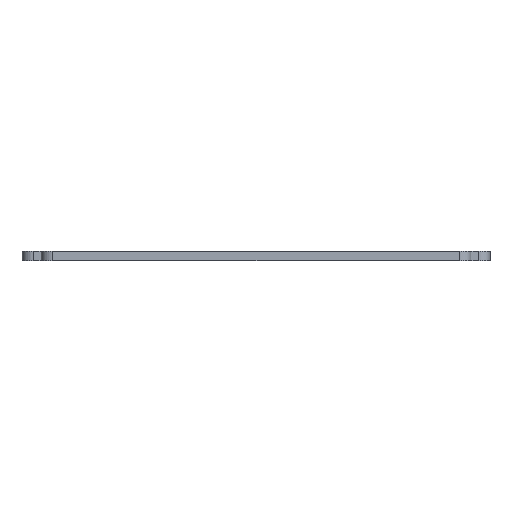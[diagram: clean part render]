
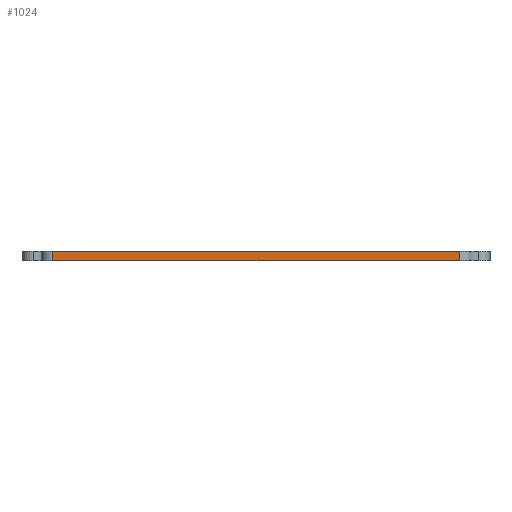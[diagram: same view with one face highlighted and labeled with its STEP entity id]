
A CAD part, front view. The second image highlights one B-rep face of the part: STEP entity #1024.
In plain terms, the highlighted planar face has unit normal (0, -1, 0).
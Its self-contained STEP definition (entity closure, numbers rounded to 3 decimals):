
#113=FACE_OUTER_BOUND('',#166,.T.);
#166=EDGE_LOOP('',(#925,#926,#927,#928));
#237=LINE('',#1589,#353);
#243=LINE('',#1609,#359);
#275=LINE('',#1682,#391);
#279=LINE('',#1688,#395);
#353=VECTOR('',#1279,10.);
#359=VECTOR('',#1297,10.);
#391=VECTOR('',#1369,10.);
#395=VECTOR('',#1377,10.);
#466=VERTEX_POINT('',#1586);
#467=VERTEX_POINT('',#1588);
#474=VERTEX_POINT('',#1606);
#475=VERTEX_POINT('',#1608);
#584=EDGE_CURVE('',#466,#467,#237,.T.);
#594=EDGE_CURVE('',#475,#474,#243,.T.);
#634=EDGE_CURVE('',#467,#474,#275,.T.);
#638=EDGE_CURVE('',#475,#466,#279,.T.);
#925=ORIENTED_EDGE('',*,*,#634,.F.);
#926=ORIENTED_EDGE('',*,*,#584,.F.);
#927=ORIENTED_EDGE('',*,*,#638,.F.);
#928=ORIENTED_EDGE('',*,*,#594,.T.);
#971=PLANE('',#1122);
#1024=ADVANCED_FACE('',(#113),#971,.T.);
#1122=AXIS2_PLACEMENT_3D('',#1704,#1404,#1405);
#1279=DIRECTION('',(1.,0.,0.));
#1297=DIRECTION('',(1.,0.,0.));
#1369=DIRECTION('',(0.,0.,-1.));
#1377=DIRECTION('',(0.,0.,1.));
#1404=DIRECTION('center_axis',(0.,-1.,0.));
#1405=DIRECTION('ref_axis',(1.,0.,0.));
#1586=CARTESIAN_POINT('',(20.,0.,6.35));
#1588=CARTESIAN_POINT('',(286.,0.,6.35));
#1589=CARTESIAN_POINT('',(0.,0.,6.35));
#1606=CARTESIAN_POINT('',(286.,0.,0.));
#1608=CARTESIAN_POINT('',(20.,0.,0.));
#1609=CARTESIAN_POINT('',(0.,0.,0.));
#1682=CARTESIAN_POINT('',(286.,0.,0.));
#1688=CARTESIAN_POINT('',(20.,0.,0.));
#1704=CARTESIAN_POINT('Origin',(12.5,0.,0.));
